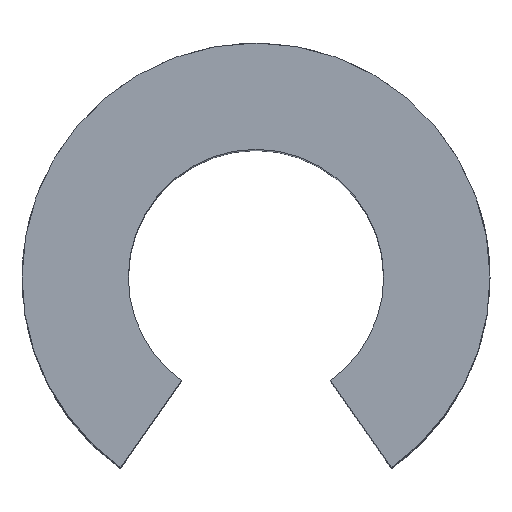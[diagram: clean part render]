
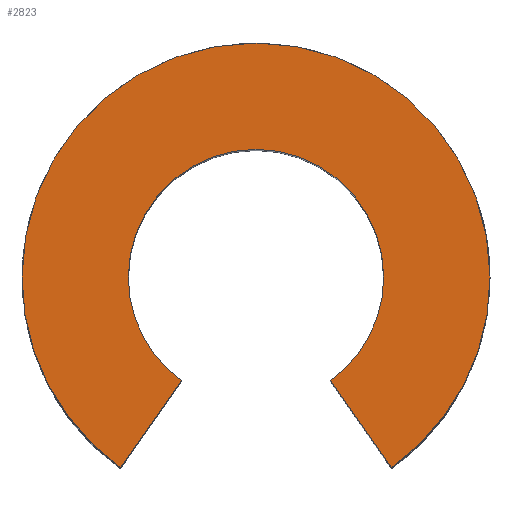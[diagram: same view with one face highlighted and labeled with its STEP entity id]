
A CAD part, top view. The second image highlights one B-rep face of the part: STEP entity #2823.
In plain terms, the highlighted planar face has unit normal (0, 0, 1).
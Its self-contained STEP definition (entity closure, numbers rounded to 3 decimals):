
#224 = CARTESIAN_POINT ( 'NONE',  ( 3.5, -4.873, 16. ) ) ;
#273 = CARTESIAN_POINT ( 'NONE',  ( 11., 0., 16. ) ) ;
#274 = CARTESIAN_POINT ( 'NONE',  ( -11., 0., 16. ) ) ;
#275 = DIRECTION ( 'NONE',  ( -1., 0., 0. ) ) ;
#276 = DIRECTION ( 'NONE',  ( 0., 0., -1. ) ) ;
#277 = CARTESIAN_POINT ( 'NONE',  ( 0., 0., 16. ) ) ;
#278 = AXIS2_PLACEMENT_3D ( 'NONE', #277, #276, #275 ) ;
#279 = CIRCLE ( 'NONE', #278, 11. ) ;
#307 = CARTESIAN_POINT ( 'NONE',  ( -6., 0., 16. ) ) ;
#308 = DIRECTION ( 'NONE',  ( -1., 0., 0. ) ) ;
#309 = DIRECTION ( 'NONE',  ( 0., 0., -1. ) ) ;
#310 = CARTESIAN_POINT ( 'NONE',  ( 0., 0., 16. ) ) ;
#311 = AXIS2_PLACEMENT_3D ( 'NONE', #310, #309, #308 ) ;
#312 = CIRCLE ( 'NONE', #311, 6. ) ;
#325 = CARTESIAN_POINT ( 'NONE',  ( 6., 0., 16. ) ) ;
#326 = DIRECTION ( 'NONE',  ( -1., 0., 0. ) ) ;
#327 = DIRECTION ( 'NONE',  ( 0., 0., -1. ) ) ;
#328 = CARTESIAN_POINT ( 'NONE',  ( 0., 0., 16. ) ) ;
#329 = AXIS2_PLACEMENT_3D ( 'NONE', #328, #327, #326 ) ;
#333 = CIRCLE ( 'NONE', #329, 6. ) ;
#337 = CARTESIAN_POINT ( 'NONE',  ( -6.368, -8.969, 16. ) ) ;
#338 = DIRECTION ( 'NONE',  ( -1., 0., 0. ) ) ;
#339 = DIRECTION ( 'NONE',  ( 0., 0., -1. ) ) ;
#340 = CARTESIAN_POINT ( 'NONE',  ( 0., 0., 16. ) ) ;
#341 = AXIS2_PLACEMENT_3D ( 'NONE', #340, #339, #338 ) ;
#347 = CIRCLE ( 'NONE', #341, 11. ) ;
#878 = CARTESIAN_POINT ( 'NONE',  ( 6.368, -8.969, 16. ) ) ;
#879 = DIRECTION ( 'NONE',  ( -1., 0., 0. ) ) ;
#880 = DIRECTION ( 'NONE',  ( 0., 0., -1. ) ) ;
#881 = CARTESIAN_POINT ( 'NONE',  ( 0., 0., 16. ) ) ;
#882 = AXIS2_PLACEMENT_3D ( 'NONE', #881, #880, #879 ) ;
#883 = CIRCLE ( 'NONE', #882, 11. ) ;
#1157 = CARTESIAN_POINT ( 'NONE',  ( -3.5, -4.873, 16. ) ) ;
#1158 = DIRECTION ( 'NONE',  ( -0.574, -0.819, 0. ) ) ;
#1159 = VECTOR ( 'NONE', #1158, 1000. ) ;
#1160 = CARTESIAN_POINT ( 'NONE',  ( -3.5, -4.873, 16. ) ) ;
#1161 = LINE ( 'NONE', #1160, #1159 ) ;
#1162 = DIRECTION ( 'NONE',  ( -0.574, 0.819, 0. ) ) ;
#1163 = VECTOR ( 'NONE', #1162, 1000. ) ;
#1164 = CARTESIAN_POINT ( 'NONE',  ( 3.5, -4.873, 16. ) ) ;
#1165 = DIRECTION ( 'NONE',  ( 1., 0., 0. ) ) ;
#1166 = DIRECTION ( 'NONE',  ( 0., 0., 1. ) ) ;
#1167 = CARTESIAN_POINT ( 'NONE',  ( 0., 11., 16. ) ) ;
#1168 = LINE ( 'NONE', #1164, #1163 ) ;
#1169 = AXIS2_PLACEMENT_3D ( 'NONE', #1167, #1166, #1165 ) ;
#1170 = PLANE ( 'NONE',  #1169 ) ;
#1171 = FACE_OUTER_BOUND ( 'NONE', #2730, .T. ) ;
#1236 = DIRECTION ( 'NONE',  ( -1., 0., 0. ) ) ;
#1237 = DIRECTION ( 'NONE',  ( 0., 0., -1. ) ) ;
#1238 = CARTESIAN_POINT ( 'NONE',  ( 0., 0., 16. ) ) ;
#1239 = AXIS2_PLACEMENT_3D ( 'NONE', #1238, #1237, #1236 ) ;
#1246 = CIRCLE ( 'NONE', #1239, 6. ) ;
#2442 = VERTEX_POINT ( 'NONE', #224 ) ;
#2483 = EDGE_CURVE ( 'NONE', #2484, #2485, #279, .T. ) ;
#2484 = VERTEX_POINT ( 'NONE', #274 ) ;
#2485 = VERTEX_POINT ( 'NONE', #273 ) ;
#2499 = EDGE_CURVE ( 'NONE', #2500, #2521, #312, .T. ) ;
#2500 = VERTEX_POINT ( 'NONE', #307 ) ;
#2514 = EDGE_CURVE ( 'NONE', #2515, #2484, #347, .T. ) ;
#2515 = VERTEX_POINT ( 'NONE', #337 ) ;
#2520 = EDGE_CURVE ( 'NONE', #2521, #2442, #333, .T. ) ;
#2521 = VERTEX_POINT ( 'NONE', #325 ) ;
#2725 = EDGE_CURVE ( 'NONE', #2485, #2726, #883, .T. ) ;
#2726 = VERTEX_POINT ( 'NONE', #878 ) ;
#2730 = EDGE_LOOP ( 'NONE', ( #2824, #2826, #2827, #2828, #2829, #2843, #2845, #2846 ) ) ;
#2823 = ADVANCED_FACE ( 'NONE', ( #1171 ), #1170, .T. ) ;
#2824 = ORIENTED_EDGE ( 'NONE', *, *, #2825, .F. ) ;
#2825 = EDGE_CURVE ( 'NONE', #2726, #2442, #1168, .T. ) ;
#2826 = ORIENTED_EDGE ( 'NONE', *, *, #2725, .F. ) ;
#2827 = ORIENTED_EDGE ( 'NONE', *, *, #2483, .F. ) ;
#2828 = ORIENTED_EDGE ( 'NONE', *, *, #2514, .F. ) ;
#2829 = ORIENTED_EDGE ( 'NONE', *, *, #2830, .F. ) ;
#2830 = EDGE_CURVE ( 'NONE', #2831, #2515, #1161, .T. ) ;
#2831 = VERTEX_POINT ( 'NONE', #1157 ) ;
#2843 = ORIENTED_EDGE ( 'NONE', *, *, #2844, .T. ) ;
#2844 = EDGE_CURVE ( 'NONE', #2831, #2500, #1246, .T. ) ;
#2845 = ORIENTED_EDGE ( 'NONE', *, *, #2499, .T. ) ;
#2846 = ORIENTED_EDGE ( 'NONE', *, *, #2520, .T. ) ;
